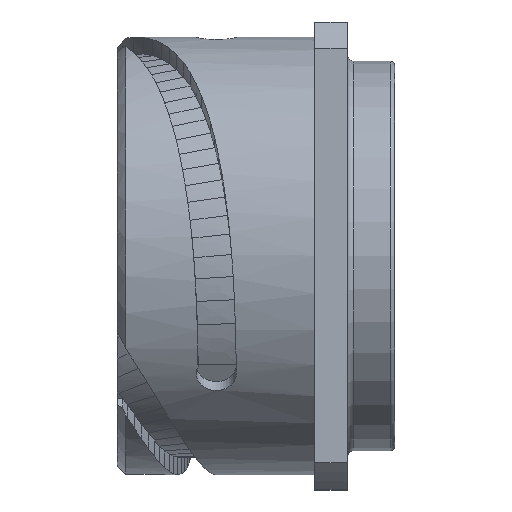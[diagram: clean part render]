
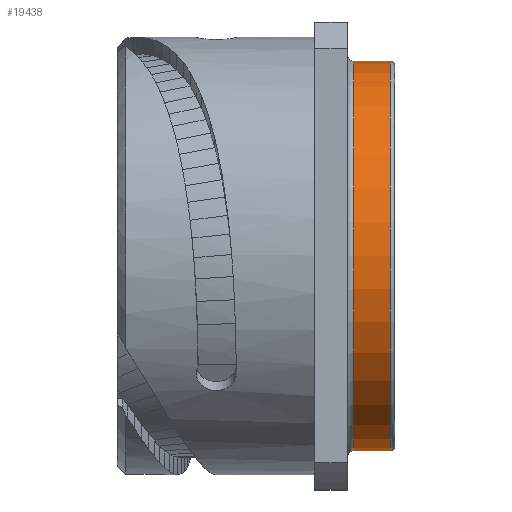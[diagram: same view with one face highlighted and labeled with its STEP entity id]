
A CAD part, top view. The second image highlights one B-rep face of the part: STEP entity #19438.
In plain terms, the highlighted cylindrical face has radius 23.76 mm (diameter 47.52 mm), a partial arc.
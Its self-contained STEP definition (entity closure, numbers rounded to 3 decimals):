
#5067=CARTESIAN_POINT('',(33.29,0.,0.));
#5068=DIRECTION('',(-1.,0.,0.));
#5069=DIRECTION('',(0.,-1.,0.));
#5070=AXIS2_PLACEMENT_3D('',#5067,#5068,#5069);
#5072=CARTESIAN_POINT('',(28.84,0.,0.));
#5073=DIRECTION('',(1.,0.,0.));
#5074=DIRECTION('',(0.,1.,0.));
#5075=AXIS2_PLACEMENT_3D('',#5072,#5073,#5074);
#5092=DIRECTION('',(-1.,0.,0.));
#5093=VECTOR('',#5092,4.45);
#5094=CARTESIAN_POINT('',(33.29,23.76,0.));
#5095=LINE('1554',#5094,#5093);
#5101=DIRECTION('',(-1.,0.,0.));
#5102=VECTOR('',#5101,4.45);
#5103=CARTESIAN_POINT('',(33.29,-23.76,0.));
#5104=LINE('1555',#5103,#5102);
#8844=CARTESIAN_POINT('',(28.84,-23.76,0.));
#8845=CARTESIAN_POINT('',(28.84,23.76,0.));
#8846=VERTEX_POINT('',#8844);
#8847=VERTEX_POINT('',#8845);
#8848=CARTESIAN_POINT('',(33.29,23.76,0.));
#8849=CARTESIAN_POINT('',(33.29,-23.76,0.));
#8850=VERTEX_POINT('',#8848);
#8851=VERTEX_POINT('',#8849);
#19424=CARTESIAN_POINT('',(-1.69,0.,0.));
#19425=DIRECTION('',(1.,0.,0.));
#19426=DIRECTION('',(0.,-1.,0.));
#19427=AXIS2_PLACEMENT_3D('',#19424,#19425,#19426);
#19428=CYLINDRICAL_SURFACE('247',#19427,23.76);
#19430=ORIENTED_EDGE('1552',*,*,#19429,.F.);
#19432=ORIENTED_EDGE('1555',*,*,#19431,.T.);
#19433=ORIENTED_EDGE('1547',*,*,#19411,.F.);
#19435=ORIENTED_EDGE('1554',*,*,#19434,.F.);
#19436=EDGE_LOOP('247',(#19430,#19432,#19433,#19435));
#19437=FACE_OUTER_BOUND('247',#19436,.F.);
#5071=CIRCLE('1552',#5070,23.76);
#5076=CIRCLE('1547',#5075,23.76);
#19411=EDGE_CURVE('1547',#8847,#8846,#5076,.T.);
#19429=EDGE_CURVE('1552',#8851,#8850,#5071,.T.);
#19431=EDGE_CURVE('1555',#8851,#8846,#5104,.T.);
#19434=EDGE_CURVE('1554',#8850,#8847,#5095,.T.);
#19438=ADVANCED_FACE('247',(#19437),#19428,.T.);
